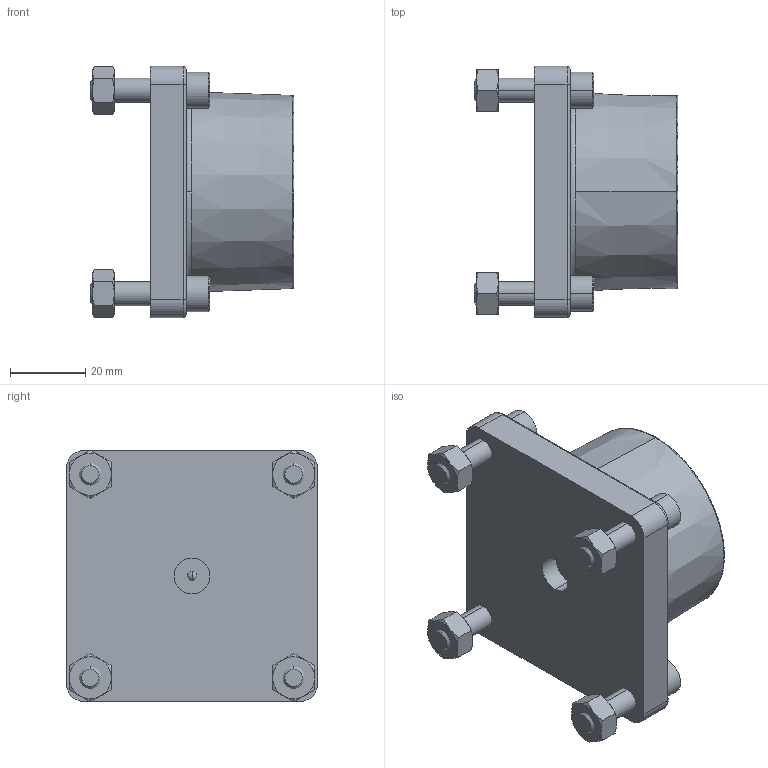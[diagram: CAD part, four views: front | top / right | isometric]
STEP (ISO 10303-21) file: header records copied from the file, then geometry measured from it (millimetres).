
FILE_DESCRIPTION (( 'STEP AP203' ), '1' );
FILE_NAME ('SF-9160-K.step', '2024-08-21T11:28:41', ( '' ), ( '' ), 'SwSTEP 2.0', 'SolidWorks 2023', '' );
FILE_SCHEMA (( 'CONFIG_CONTROL_DESIGN' ));
Length unit declared in the file: inch
Products named in the file (1): SF-9160-K
Bounding box: 53.98 x 66.67 x 66.8 mm (x, y, z)
Volume: 92410.2 mm3; surface area: 31760.4 mm2
Topology: 22 solids, 22 shells, 407 faces, 975 edges, 618 vertices
Faces by surface type: plane 182, bspline 98, cone 85, cylinder 42
Entity records: 13163 total; most frequent: CARTESIAN_POINT 4342, ORIENTED_EDGE 1942, DIRECTION 1513, EDGE_CURVE 971, VERTEX_POINT 618, AXIS2_PLACEMENT_3D 505, LINE 503, VECTOR 503
